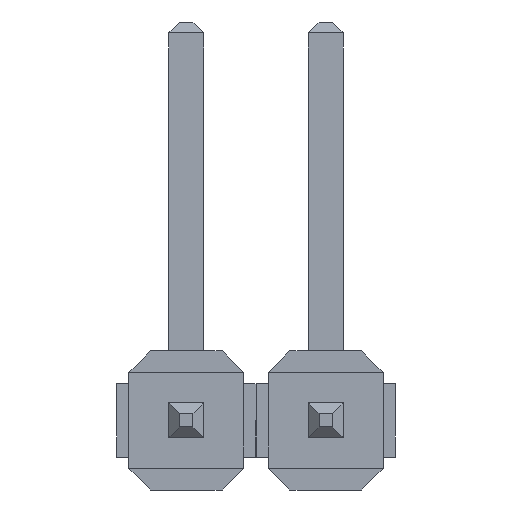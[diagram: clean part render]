
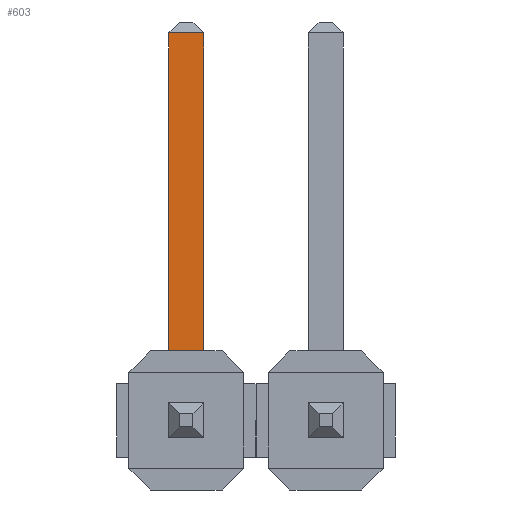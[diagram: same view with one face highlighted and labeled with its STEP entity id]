
A CAD part, front view. The second image highlights one B-rep face of the part: STEP entity #603.
In plain terms, the highlighted planar face has unit normal (0, -1, 0).
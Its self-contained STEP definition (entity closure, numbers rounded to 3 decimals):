
#103 = EDGE_CURVE ( 'NONE', #1138, #994, #3202, .T. ) ;
#148 = DIRECTION ( 'NONE',  ( 0., 0., -1. ) ) ;
#211 = DIRECTION ( 'NONE',  ( 1., 0., 0. ) ) ;
#264 = EDGE_CURVE ( 'NONE', #994, #3349, #3242, .T. ) ;
#277 = CARTESIAN_POINT ( 'NONE',  ( -0.32, 5.43, 7.07 ) ) ;
#344 = ORIENTED_EDGE ( 'NONE', *, *, #1125, .F. ) ;
#443 = DIRECTION ( 'NONE',  ( 0., 0., 1. ) ) ;
#532 = CARTESIAN_POINT ( 'NONE',  ( 0.32, 5.43, 7.07 ) ) ;
#603 = ADVANCED_FACE ( 'NONE', ( #726 ), #814, .T. ) ;
#726 = FACE_OUTER_BOUND ( 'NONE', #4247, .T. ) ;
#801 = DIRECTION ( 'NONE',  ( 0., -1., 0. ) ) ;
#814 = PLANE ( 'NONE',  #2971 ) ;
#994 = VERTEX_POINT ( 'NONE', #3037 ) ;
#1125 = EDGE_CURVE ( 'NONE', #1138, #2544, #3561, .T. ) ;
#1138 = VERTEX_POINT ( 'NONE', #3777 ) ;
#1290 = DIRECTION ( 'NONE',  ( 0., 0., 1. ) ) ;
#1647 = VECTOR ( 'NONE', #3926, 1000. ) ;
#1880 = ORIENTED_EDGE ( 'NONE', *, *, #3770, .T. ) ;
#2128 = CARTESIAN_POINT ( 'NONE',  ( -0.32, 5.43, 1.27 ) ) ;
#2145 = CARTESIAN_POINT ( 'NONE',  ( -0.32, 5.43, 7.07 ) ) ;
#2214 = CARTESIAN_POINT ( 'NONE',  ( -0.32, 5.43, 1.27 ) ) ;
#2326 = ORIENTED_EDGE ( 'NONE', *, *, #264, .T. ) ;
#2544 = VERTEX_POINT ( 'NONE', #2145 ) ;
#2684 = VECTOR ( 'NONE', #443, 1000. ) ;
#2799 = CARTESIAN_POINT ( 'NONE',  ( -0.32, 5.43, 1.27 ) ) ;
#2971 = AXIS2_PLACEMENT_3D ( 'NONE', #2799, #801, #148 ) ;
#3037 = CARTESIAN_POINT ( 'NONE',  ( 0.32, 5.43, 1.27 ) ) ;
#3202 = LINE ( 'NONE', #2214, #4200 ) ;
#3242 = LINE ( 'NONE', #3592, #4038 ) ;
#3349 = VERTEX_POINT ( 'NONE', #532 ) ;
#3561 = LINE ( 'NONE', #2128, #2684 ) ;
#3592 = CARTESIAN_POINT ( 'NONE',  ( 0.32, 5.43, 1.27 ) ) ;
#3637 = ORIENTED_EDGE ( 'NONE', *, *, #103, .T. ) ;
#3770 = EDGE_CURVE ( 'NONE', #3349, #2544, #4280, .T. ) ;
#3777 = CARTESIAN_POINT ( 'NONE',  ( -0.32, 5.43, 1.27 ) ) ;
#3926 = DIRECTION ( 'NONE',  ( -1., 0., 0. ) ) ;
#4038 = VECTOR ( 'NONE', #1290, 1000. ) ;
#4200 = VECTOR ( 'NONE', #211, 1000. ) ;
#4247 = EDGE_LOOP ( 'NONE', ( #2326, #1880, #344, #3637 ) ) ;
#4280 = LINE ( 'NONE', #277, #1647 ) ;
